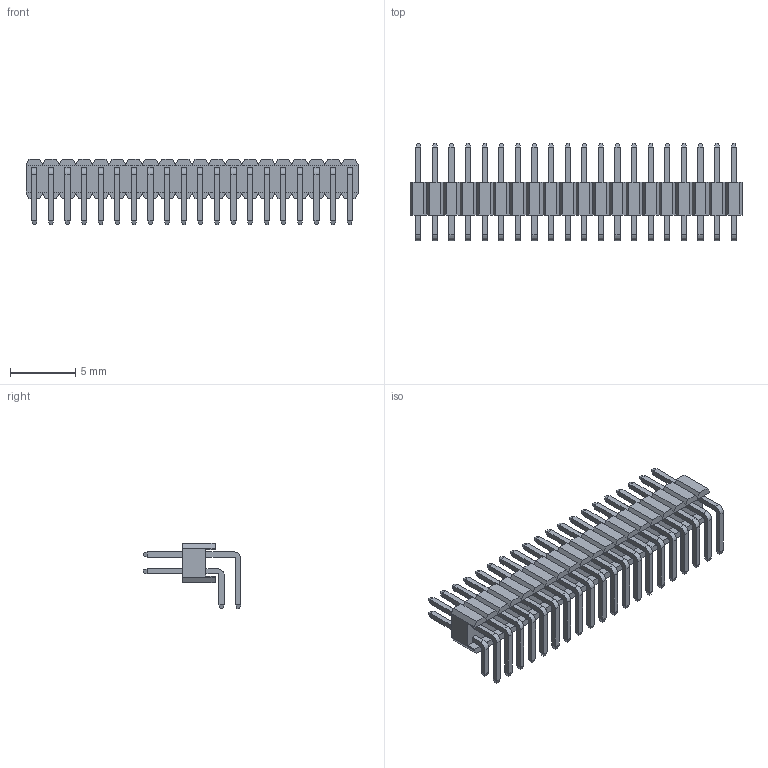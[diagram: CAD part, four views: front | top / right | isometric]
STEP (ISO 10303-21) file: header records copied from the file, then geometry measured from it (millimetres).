
FILE_DESCRIPTION((''),'2;1');
FILE_NAME('FPH12734-D50B1014131005B','2023-08-02T',('工程三'),(''),'PRO/ENGINEER BY PARAMETRIC TECHNOLOGY CORPORATION, 2010280','PRO/ENGINEER BY PARAMETRIC TECHNOLOGY CORPORATION, 2010280','');
FILE_SCHEMA(('CONFIG_CONTROL_DESIGN'));
Length unit declared in the file: millimetre
Products named in the file (1): FPH12734-D50B1014131005B
Bounding box: 25.4 x 7.47 x 5 mm (x, y, z)
Volume: 197.1 mm3; surface area: 868.8 mm2
Topology: 1 solids, 1 shells, 1008 faces, 2458 edges, 1532 vertices
Faces by surface type: plane 928, cylinder 80
Entity records: 28700 total; most frequent: CARTESIAN_POINT 4998, ORIENTED_EDGE 4916, DIRECTION 4634, EDGE_CURVE 2458, VECTOR 2298, LINE 2298, VERTEX_POINT 1532, AXIS2_PLACEMENT_3D 1168
